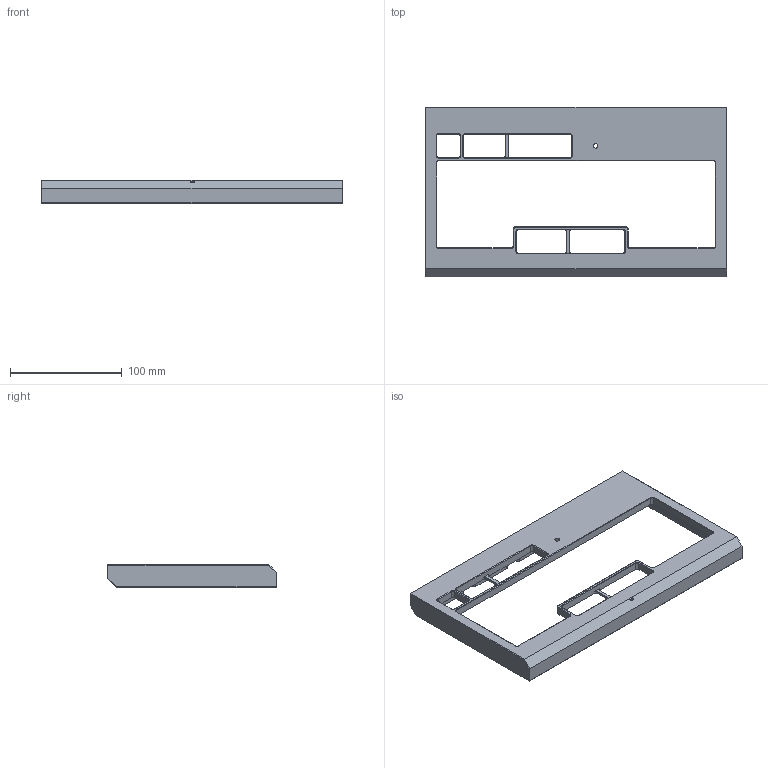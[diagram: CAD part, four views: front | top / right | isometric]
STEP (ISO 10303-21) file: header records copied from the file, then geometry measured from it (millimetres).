
FILE_DESCRIPTION(/* description */ ('','CAx-IF Rec.Pracs.---Representation and Presentation of Product Manufacturing Information (PMI)---4.0---2014-10-13'),/* implementation_level */ '2;1');
FILE_NAME(/* name */ 'case_upper.step',/* time_stamp */ '2025-01-30T19:47:56-05:00',/* author */ (''),/* organization */ (''),/* preprocessor_version */ 'ST-DEVELOPER v20',/* originating_system */ 'Autodesk Translation Framework v13.20.0.188',/* authorisation */ '');
FILE_SCHEMA (('AP242_MANAGED_MODEL_BASED_3D_ENGINEERING_MIM_LF { 1 0 10303 442 1 1 4 }'));
Length unit declared in the file: millimetre
Products named in the file (1): shrimple_case
Bounding box: 269.65 x 151.78 x 20.6 mm (x, y, z)
Volume: 197767.9 mm3; surface area: 72634.2 mm2
Topology: 1 solids, 1 shells, 378 faces, 1002 edges, 642 vertices
Faces by surface type: cylinder 191, plane 155, cone 20, bspline 12
Full cylindrical faces by diameter (mm): 4.012 x4, 4.065 x1, 6.779 x18, 8.17 x12, 13.3 x6
Entity records: 18295 total; most frequent: CARTESIAN_POINT 9097, ORIENTED_EDGE 2004, DIRECTION 1778, EDGE_CURVE 1002, VERTEX_POINT 642, AXIS2_PLACEMENT_3D 613, LINE 552, VECTOR 552
